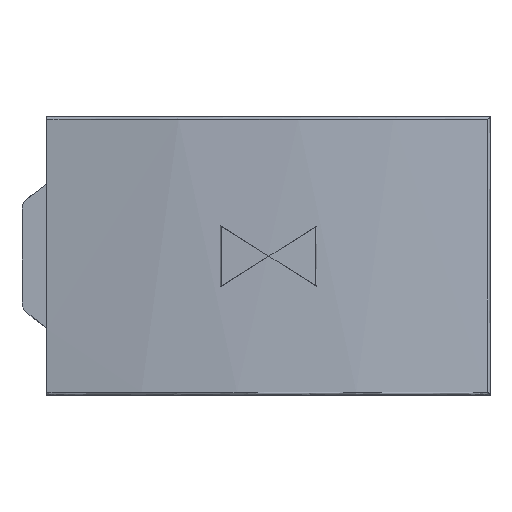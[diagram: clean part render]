
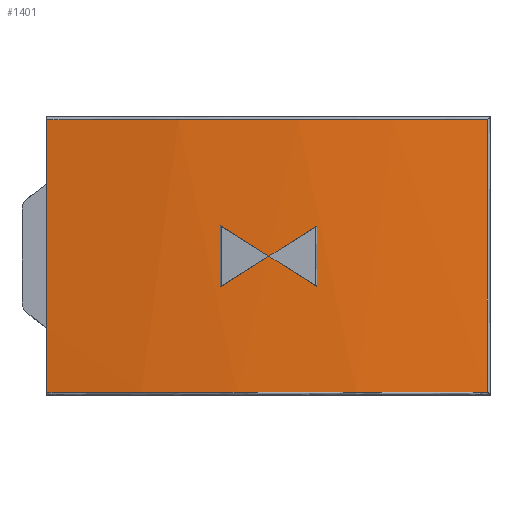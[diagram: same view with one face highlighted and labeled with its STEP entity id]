
A CAD part, top view. The second image highlights one B-rep face of the part: STEP entity #1401.
In plain terms, the highlighted free-form (B-spline) face has degree [5, 1] with [15, 2] control points.
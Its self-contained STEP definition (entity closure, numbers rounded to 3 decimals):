
#57=(
BOUNDED_SURFACE()
B_SPLINE_SURFACE(5,1,((#3312,#3313),(#3314,#3315),(#3316,#3317),(#3318,
#3319),(#3320,#3321),(#3322,#3323),(#3324,#3325),(#3326,#3327),(#3328,#3329),
(#3330,#3331),(#3332,#3333),(#3334,#3335),(#3336,#3337),(#3338,#3339),(#3340,
#3341)),.UNSPECIFIED.,.F.,.F.,.F.)
B_SPLINE_SURFACE_WITH_KNOTS((6,1,1,1,1,1,1,1,1,1,6),(2,2),(-1.,-0.9,-0.8,
-0.7,-0.6,-0.5,-0.4,-0.3,-0.2,-0.1,0.),(0.,2.),.UNSPECIFIED.)
GEOMETRIC_REPRESENTATION_ITEM()
RATIONAL_B_SPLINE_SURFACE(((1.,1.),(1.,1.),(1.,1.),(1.,1.),(1.,1.),(1.,
1.),(1.,1.),(1.,1.),(1.,1.),(1.,1.),(1.,1.),(1.,1.),(1.,1.),(1.,1.),(1.,
1.)))
REPRESENTATION_ITEM('')
SURFACE()
);
#211=LINE('',#3311,#303);
#212=LINE('',#3342,#304);
#213=LINE('',#3343,#305);
#303=VECTOR('',#1751,10.);
#304=VECTOR('',#1752,10.);
#305=VECTOR('',#1753,10.);
#404=FACE_OUTER_BOUND('',#508,.T.);
#508=EDGE_LOOP('',(#1266,#1267,#1268,#1269,#1270,#1271));
#525=B_SPLINE_CURVE_WITH_KNOTS('',3,(#1841,#1842,#1843,#1844),
 .UNSPECIFIED.,.F.,.F.,(4,4),(0.02,1.71),.UNSPECIFIED.);
#529=B_SPLINE_CURVE_WITH_KNOTS('',3,(#1952,#1953,#1954,#1955,#1956,#1957,
#1958,#1959),.UNSPECIFIED.,.F.,.F.,(4,2,1,1,4),(0.,0.,
1.183,1.578,2.744),.UNSPECIFIED.);
#531=B_SPLINE_CURVE_WITH_KNOTS('',3,(#2015,#2016,#2017,#2018,#2019,#2020,
#2021,#2022),.UNSPECIFIED.,.F.,.F.,(4,1,1,2,4),(0.017,1.183,
1.578,2.761,2.761),.UNSPECIFIED.);
#592=VERTEX_POINT('',#1805);
#593=VERTEX_POINT('',#1840);
#596=VERTEX_POINT('',#1941);
#597=VERTEX_POINT('',#2014);
#686=VERTEX_POINT('',#2834);
#688=VERTEX_POINT('',#2841);
#725=EDGE_CURVE('',#592,#593,#525,.T.);
#729=EDGE_CURVE('',#596,#592,#529,.T.);
#731=EDGE_CURVE('',#593,#597,#531,.T.);
#899=EDGE_CURVE('',#686,#688,#211,.T.);
#900=EDGE_CURVE('',#688,#596,#212,.T.);
#901=EDGE_CURVE('',#597,#686,#213,.T.);
#1266=ORIENTED_EDGE('',*,*,#729,.F.);
#1267=ORIENTED_EDGE('',*,*,#900,.F.);
#1268=ORIENTED_EDGE('',*,*,#899,.F.);
#1269=ORIENTED_EDGE('',*,*,#901,.F.);
#1270=ORIENTED_EDGE('',*,*,#731,.F.);
#1271=ORIENTED_EDGE('',*,*,#725,.F.);
#1401=ADVANCED_FACE('',(#404),#57,.F.);
#1751=DIRECTION('',(0.,1.,0.));
#1752=DIRECTION('',(0.,1.,0.));
#1753=DIRECTION('',(0.,1.,0.));
#1805=CARTESIAN_POINT('',(-0.162,17.1,4.131));
#1840=CARTESIAN_POINT('',(-0.162,0.2,4.131));
#1841=CARTESIAN_POINT('Ctrl Pts',(-0.162,17.1,4.131));
#1842=CARTESIAN_POINT('Ctrl Pts',(-0.162,11.467,4.131));
#1843=CARTESIAN_POINT('Ctrl Pts',(-0.162,5.833,4.131));
#1844=CARTESIAN_POINT('Ctrl Pts',(-0.162,0.2,
4.131));
#1941=CARTESIAN_POINT('',(-27.5,17.1,4.1));
#1952=CARTESIAN_POINT('Ctrl Pts',(-27.5,17.1,4.1));
#1953=CARTESIAN_POINT('Ctrl Pts',(-27.5,17.1,4.1));
#1954=CARTESIAN_POINT('Ctrl Pts',(-27.5,17.1,4.1));
#1955=CARTESIAN_POINT('Ctrl Pts',(-23.619,17.1,4.849));
#1956=CARTESIAN_POINT('Ctrl Pts',(-18.371,17.1,5.51));
#1957=CARTESIAN_POINT('Ctrl Pts',(-9.184,17.1,5.51));
#1958=CARTESIAN_POINT('Ctrl Pts',(-3.991,17.1,4.863));
#1959=CARTESIAN_POINT('Ctrl Pts',(-0.162,17.1,4.131));
#2014=CARTESIAN_POINT('',(-27.5,0.2,4.1));
#2015=CARTESIAN_POINT('Ctrl Pts',(-0.162,0.2,4.131));
#2016=CARTESIAN_POINT('Ctrl Pts',(-3.991,0.2,4.863));
#2017=CARTESIAN_POINT('Ctrl Pts',(-9.184,0.2,5.509));
#2018=CARTESIAN_POINT('Ctrl Pts',(-18.371,0.2,5.509));
#2019=CARTESIAN_POINT('Ctrl Pts',(-23.619,0.2,4.849));
#2020=CARTESIAN_POINT('Ctrl Pts',(-27.5,0.2,4.1));
#2021=CARTESIAN_POINT('Ctrl Pts',(-27.5,0.2,4.1));
#2022=CARTESIAN_POINT('Ctrl Pts',(-27.5,0.2,4.1));
#2834=CARTESIAN_POINT('',(-27.5,4.125,4.1));
#2841=CARTESIAN_POINT('',(-27.5,13.2,4.1));
#3311=CARTESIAN_POINT('',(-27.5,0.,4.1));
#3312=CARTESIAN_POINT('Ctrl Pts',(0.,0.,4.1));
#3313=CARTESIAN_POINT('Ctrl Pts',(0.,20.,4.1));
#3314=CARTESIAN_POINT('Ctrl Pts',(-0.55,0.,4.206));
#3315=CARTESIAN_POINT('Ctrl Pts',(-0.55,20.,4.206));
#3316=CARTESIAN_POINT('Ctrl Pts',(-1.65,0.,4.409));
#3317=CARTESIAN_POINT('Ctrl Pts',(-1.65,20.,4.409));
#3318=CARTESIAN_POINT('Ctrl Pts',(-3.3,0.,4.686));
#3319=CARTESIAN_POINT('Ctrl Pts',(-3.3,20.,4.686));
#3320=CARTESIAN_POINT('Ctrl Pts',(-5.5,0.,4.999));
#3321=CARTESIAN_POINT('Ctrl Pts',(-5.5,20.,4.999));
#3322=CARTESIAN_POINT('Ctrl Pts',(-8.25,0.,5.289));
#3323=CARTESIAN_POINT('Ctrl Pts',(-8.25,20.,5.289));
#3324=CARTESIAN_POINT('Ctrl Pts',(-11.,0.,5.469));
#3325=CARTESIAN_POINT('Ctrl Pts',(-11.,20.,5.469));
#3326=CARTESIAN_POINT('Ctrl Pts',(-13.75,0.,5.531));
#3327=CARTESIAN_POINT('Ctrl Pts',(-13.75,20.,5.531));
#3328=CARTESIAN_POINT('Ctrl Pts',(-16.5,0.,5.469));
#3329=CARTESIAN_POINT('Ctrl Pts',(-16.5,20.,5.469));
#3330=CARTESIAN_POINT('Ctrl Pts',(-19.25,0.,5.289));
#3331=CARTESIAN_POINT('Ctrl Pts',(-19.25,20.,5.289));
#3332=CARTESIAN_POINT('Ctrl Pts',(-22.,0.,4.999));
#3333=CARTESIAN_POINT('Ctrl Pts',(-22.,20.,4.999));
#3334=CARTESIAN_POINT('Ctrl Pts',(-24.2,0.,4.686));
#3335=CARTESIAN_POINT('Ctrl Pts',(-24.2,20.,4.686));
#3336=CARTESIAN_POINT('Ctrl Pts',(-25.85,0.,4.409));
#3337=CARTESIAN_POINT('Ctrl Pts',(-25.85,20.,4.409));
#3338=CARTESIAN_POINT('Ctrl Pts',(-26.95,0.,4.206));
#3339=CARTESIAN_POINT('Ctrl Pts',(-26.95,20.,4.206));
#3340=CARTESIAN_POINT('Ctrl Pts',(-27.5,0.,4.1));
#3341=CARTESIAN_POINT('Ctrl Pts',(-27.5,20.,4.1));
#3342=CARTESIAN_POINT('',(-27.5,0.,4.1));
#3343=CARTESIAN_POINT('',(-27.5,0.,4.1));
